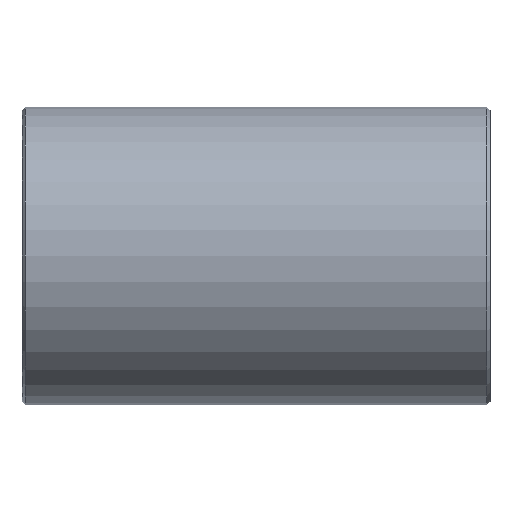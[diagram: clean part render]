
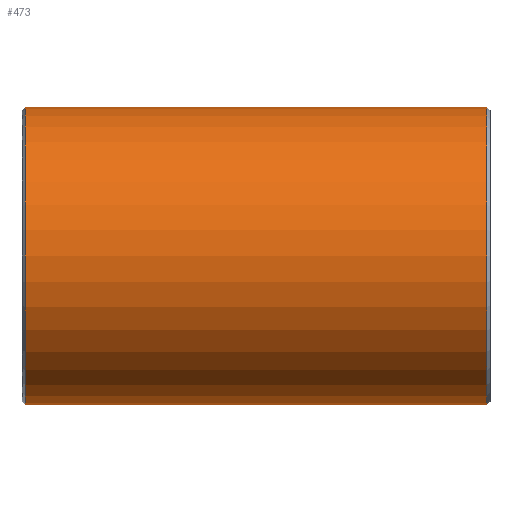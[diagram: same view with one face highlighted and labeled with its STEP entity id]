
A CAD part, front view. The second image highlights one B-rep face of the part: STEP entity #473.
In plain terms, the highlighted cylindrical face has radius 177.8 mm (diameter 355.6 mm), a partial arc.
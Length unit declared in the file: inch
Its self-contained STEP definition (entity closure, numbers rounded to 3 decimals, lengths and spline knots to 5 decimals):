
#37 = CARTESIAN_POINT ( 'NONE',  ( 11., 0., -7. ) ) ;
#68 = CARTESIAN_POINT ( 'NONE',  ( -10.854, 0., -7. ) ) ;
#117 = VECTOR ( 'NONE', #126, 39.37008 ) ;
#126 = DIRECTION ( 'NONE',  ( -1., 0., 0. ) ) ;
#133 = DIRECTION ( 'NONE',  ( 1., 0., 0. ) ) ;
#196 = DIRECTION ( 'NONE',  ( -1., 0., 0. ) ) ;
#205 = DIRECTION ( 'NONE',  ( 0., 0., 1. ) ) ;
#234 = DIRECTION ( 'NONE',  ( -1., 0., 0. ) ) ;
#249 = CARTESIAN_POINT ( 'NONE',  ( 11., 0., 0. ) ) ;
#262 = CARTESIAN_POINT ( 'NONE',  ( 11., 0., 7. ) ) ;
#283 = CIRCLE ( 'NONE', #453, 7. ) ;
#293 = CARTESIAN_POINT ( 'NONE',  ( 10.854, 0., -7. ) ) ;
#308 = CYLINDRICAL_SURFACE ( 'NONE', #680, 7. ) ;
#337 = CARTESIAN_POINT ( 'NONE',  ( 10.854, 0., 0. ) ) ;
#346 = CARTESIAN_POINT ( 'NONE',  ( -10.854, 0., 0. ) ) ;
#361 = EDGE_CURVE ( 'NONE', #696, #870, #869, .T. ) ;
#371 = CARTESIAN_POINT ( 'NONE',  ( -10.854, 0., 7. ) ) ;
#397 = DIRECTION ( 'NONE',  ( 0., 0., -1. ) ) ;
#453 = AXIS2_PLACEMENT_3D ( 'NONE', #337, #750, #397 ) ;
#473 = ADVANCED_FACE ( 'NONE', ( #832 ), #308, .T. ) ;
#495 = VECTOR ( 'NONE', #196, 39.37008 ) ;
#506 = DIRECTION ( 'NONE',  ( 0., 0., 1. ) ) ;
#559 = VERTEX_POINT ( 'NONE', #293 ) ;
#587 = EDGE_CURVE ( 'NONE', #559, #601, #647, .T. ) ;
#597 = AXIS2_PLACEMENT_3D ( 'NONE', #346, #133, #205 ) ;
#601 = VERTEX_POINT ( 'NONE', #68 ) ;
#612 = EDGE_CURVE ( 'NONE', #870, #601, #638, .T. ) ;
#619 = ORIENTED_EDGE ( 'NONE', *, *, #628, .T. ) ;
#628 = EDGE_CURVE ( 'NONE', #559, #696, #283, .T. ) ;
#638 = CIRCLE ( 'NONE', #597, 7. ) ;
#647 = LINE ( 'NONE', #37, #117 ) ;
#673 = CARTESIAN_POINT ( 'NONE',  ( 10.854, 0., 7. ) ) ;
#680 = AXIS2_PLACEMENT_3D ( 'NONE', #249, #234, #506 ) ;
#696 = VERTEX_POINT ( 'NONE', #673 ) ;
#717 = ORIENTED_EDGE ( 'NONE', *, *, #361, .T. ) ;
#731 = ORIENTED_EDGE ( 'NONE', *, *, #587, .F. ) ;
#750 = DIRECTION ( 'NONE',  ( -1., 0., 0. ) ) ;
#770 = EDGE_LOOP ( 'NONE', ( #731, #619, #717, #799 ) ) ;
#799 = ORIENTED_EDGE ( 'NONE', *, *, #612, .T. ) ;
#832 = FACE_OUTER_BOUND ( 'NONE', #770, .T. ) ;
#869 = LINE ( 'NONE', #262, #495 ) ;
#870 = VERTEX_POINT ( 'NONE', #371 ) ;
